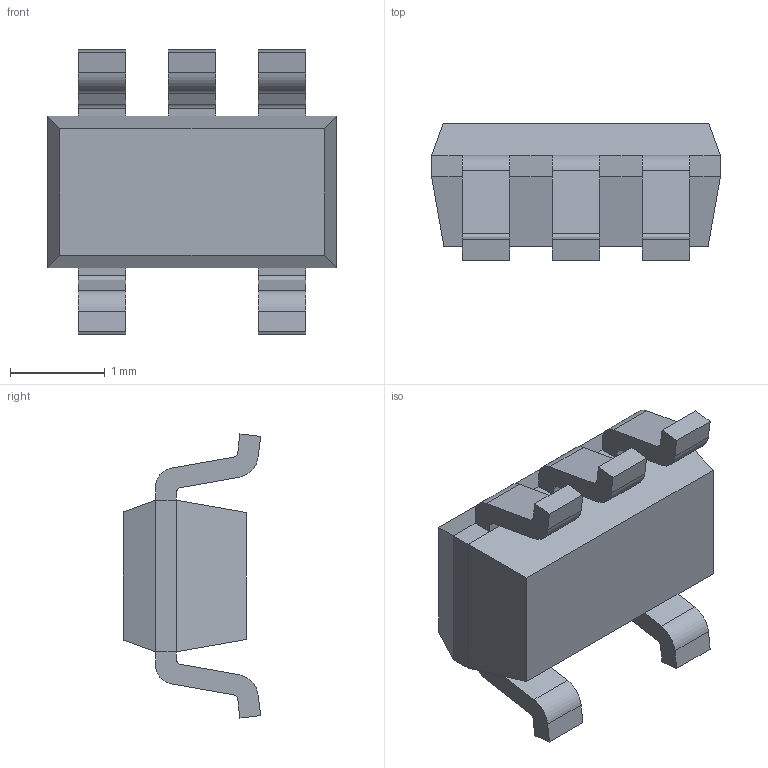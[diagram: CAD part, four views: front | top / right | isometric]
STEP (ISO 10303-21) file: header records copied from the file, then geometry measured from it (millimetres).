
FILE_DESCRIPTION (( 'STEP AP214' ), '1' );
FILE_NAME ('119EA6FC-9135-44AF-88E3-B9744D5BCEDA.STEP', '2022-08-09T22:39:17', ( '' ), ( '' ), 'SwSTEP 2.0', 'SolidWorks 2022', '' );
FILE_SCHEMA (( 'AUTOMOTIVE_DESIGN' ));
Length unit declared in the file: millimetre
Products named in the file (1): 119EA6FC-9135-44AF-88E3-B9744D5BCEDA
Bounding box: 3.05 x 1.45 x 3 mm (x, y, z)
Volume: 6.5 mm3; surface area: 29.3 mm2
Topology: 2 solids, 2 shells, 128 faces, 330 edges, 212 vertices
Faces by surface type: plane 100, cylinder 22, bspline 6
Entity records: 5609 total; most frequent: CARTESIAN_POINT 1045, ORIENTED_EDGE 660, DIRECTION 608, EDGE_CURVE 330, LINE 274, VECTOR 274, VERTEX_POINT 212, AXIS2_PLACEMENT_3D 167
